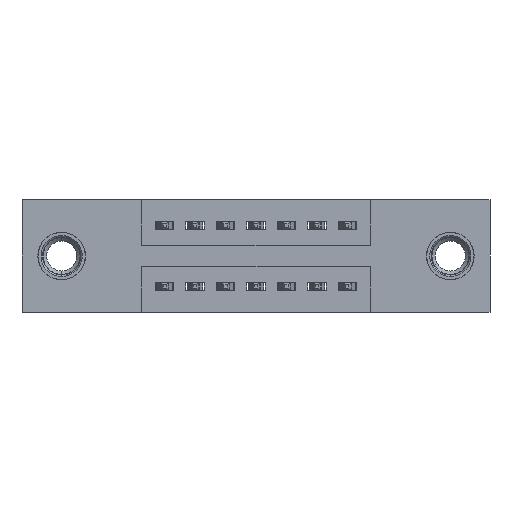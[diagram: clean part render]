
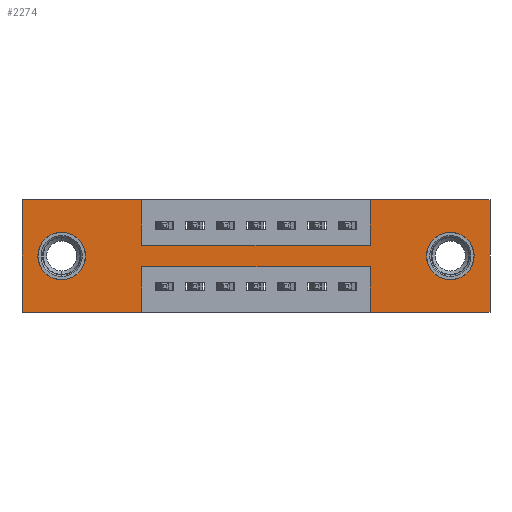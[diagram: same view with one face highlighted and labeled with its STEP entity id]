
A CAD part, front view. The second image highlights one B-rep face of the part: STEP entity #2274.
In plain terms, the highlighted planar face has unit normal (0, -1, 0).
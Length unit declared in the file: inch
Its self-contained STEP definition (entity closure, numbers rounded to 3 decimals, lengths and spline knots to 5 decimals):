
#55 = VERTEX_POINT ( 'NONE', #8125 ) ;
#78 = VERTEX_POINT ( 'NONE', #1024 ) ;
#111 = DIRECTION ( 'NONE',  ( 0., 0., -1. ) ) ;
#158 = FACE_OUTER_BOUND ( 'NONE', #3303, .T. ) ;
#214 = EDGE_CURVE ( 'NONE', #2892, #3852, #9273, .T. ) ;
#237 = DIRECTION ( 'NONE',  ( 0., -1., 0. ) ) ;
#409 = CARTESIAN_POINT ( 'NONE',  ( 1.405, 0., -0.185 ) ) ;
#429 = VERTEX_POINT ( 'NONE', #7658 ) ;
#464 = LINE ( 'NONE', #5247, #5210 ) ;
#467 = CARTESIAN_POINT ( 'NONE',  ( 1.1425, 0., 0. ) ) ;
#886 = AXIS2_PLACEMENT_3D ( 'NONE', #7132, #7122, #6382 ) ;
#916 = CARTESIAN_POINT ( 'NONE',  ( 0., 0., -0.37 ) ) ;
#986 = CARTESIAN_POINT ( 'NONE',  ( 0.3925, 0., 0. ) ) ;
#1024 = CARTESIAN_POINT ( 'NONE',  ( 0.13, 0., -0.263 ) ) ;
#1065 = DIRECTION ( 'NONE',  ( 0., 0., 1. ) ) ;
#1150 = EDGE_CURVE ( 'NONE', #5393, #5797, #2097, .T. ) ;
#1175 = PLANE ( 'NONE',  #8087 ) ;
#1426 = DIRECTION ( 'NONE',  ( 0., 0., -1. ) ) ;
#1549 = CIRCLE ( 'NONE', #2128, 0.078 ) ;
#1800 = CARTESIAN_POINT ( 'NONE',  ( 0.13, 0., -0.185 ) ) ;
#1965 = ORIENTED_EDGE ( 'NONE', *, *, #2854, .T. ) ;
#1987 = CARTESIAN_POINT ( 'NONE',  ( 0., 0., 0. ) ) ;
#2072 = CARTESIAN_POINT ( 'NONE',  ( 0.3925, 0., 0. ) ) ;
#2097 = LINE ( 'NONE', #7504, #2393 ) ;
#2128 = AXIS2_PLACEMENT_3D ( 'NONE', #409, #6940, #1426 ) ;
#2213 = VECTOR ( 'NONE', #6550, 39.37008 ) ;
#2274 = ADVANCED_FACE ( 'NONE', ( #9467, #9712, #158 ), #1175, .T. ) ;
#2393 = VECTOR ( 'NONE', #8282, 39.37008 ) ;
#2517 = CARTESIAN_POINT ( 'NONE',  ( 1.1425, 0., -0.37 ) ) ;
#2774 = DIRECTION ( 'NONE',  ( 0., 0., 1. ) ) ;
#2777 = VERTEX_POINT ( 'NONE', #11377 ) ;
#2795 = VERTEX_POINT ( 'NONE', #4582 ) ;
#2854 = EDGE_CURVE ( 'NONE', #7056, #2795, #11034, .T. ) ;
#2889 = VERTEX_POINT ( 'NONE', #1987 ) ;
#2892 = VERTEX_POINT ( 'NONE', #986 ) ;
#3047 = DIRECTION ( 'NONE',  ( -1., 0., 0. ) ) ;
#3132 = LINE ( 'NONE', #5104, #7632 ) ;
#3158 = ORIENTED_EDGE ( 'NONE', *, *, #1150, .F. ) ;
#3162 = ORIENTED_EDGE ( 'NONE', *, *, #9082, .T. ) ;
#3231 = CARTESIAN_POINT ( 'NONE',  ( 1.535, 0., 0. ) ) ;
#3303 = EDGE_LOOP ( 'NONE', ( #3158, #4248, #6579, #7040, #6610, #10400, #9402, #4491, #7445, #8953, #5357, #3887 ) ) ;
#3430 = DIRECTION ( 'NONE',  ( 1., 0., 0. ) ) ;
#3585 = DIRECTION ( 'NONE',  ( 0., 1., 0. ) ) ;
#3731 = AXIS2_PLACEMENT_3D ( 'NONE', #1800, #8146, #2774 ) ;
#3816 = EDGE_CURVE ( 'NONE', #2795, #7056, #1549, .T. ) ;
#3852 = VERTEX_POINT ( 'NONE', #4220 ) ;
#3887 = ORIENTED_EDGE ( 'NONE', *, *, #6828, .F. ) ;
#4220 = CARTESIAN_POINT ( 'NONE',  ( 0.3925, 0., -0.15 ) ) ;
#4248 = ORIENTED_EDGE ( 'NONE', *, *, #6982, .F. ) ;
#4279 = AXIS2_PLACEMENT_3D ( 'NONE', #8836, #3585, #9611 ) ;
#4303 = EDGE_CURVE ( 'NONE', #2889, #2892, #8349, .T. ) ;
#4491 = ORIENTED_EDGE ( 'NONE', *, *, #5100, .F. ) ;
#4540 = DIRECTION ( 'NONE',  ( 0., 0., 1. ) ) ;
#4582 = CARTESIAN_POINT ( 'NONE',  ( 1.405, 0., -0.263 ) ) ;
#4831 = LINE ( 'NONE', #5661, #6935 ) ;
#4843 = VERTEX_POINT ( 'NONE', #4879 ) ;
#4857 = VECTOR ( 'NONE', #3047, 39.37008 ) ;
#4879 = CARTESIAN_POINT ( 'NONE',  ( 0., 0., -0.37 ) ) ;
#4943 = VECTOR ( 'NONE', #11038, 39.37008 ) ;
#5092 = DIRECTION ( 'NONE',  ( 1., 0., 0. ) ) ;
#5095 = ORIENTED_EDGE ( 'NONE', *, *, #9907, .T. ) ;
#5100 = EDGE_CURVE ( 'NONE', #3852, #7985, #6167, .T. ) ;
#5101 = EDGE_LOOP ( 'NONE', ( #3162, #5095 ) ) ;
#5104 = CARTESIAN_POINT ( 'NONE',  ( 0.3925, 0., -0.22 ) ) ;
#5210 = VECTOR ( 'NONE', #6133, 39.37008 ) ;
#5247 = CARTESIAN_POINT ( 'NONE',  ( 0., 0., -0.37 ) ) ;
#5357 = ORIENTED_EDGE ( 'NONE', *, *, #7856, .F. ) ;
#5393 = VERTEX_POINT ( 'NONE', #10601 ) ;
#5661 = CARTESIAN_POINT ( 'NONE',  ( 1.1425, 0., -0.37 ) ) ;
#5665 = ORIENTED_EDGE ( 'NONE', *, *, #3816, .T. ) ;
#5782 = CARTESIAN_POINT ( 'NONE',  ( 0., 0., -0.37 ) ) ;
#5797 = VERTEX_POINT ( 'NONE', #6194 ) ;
#5985 = DIRECTION ( 'NONE',  ( -1., 0., 0. ) ) ;
#6121 = CARTESIAN_POINT ( 'NONE',  ( 0., 0., 0. ) ) ;
#6133 = DIRECTION ( 'NONE',  ( -1., 0., 0. ) ) ;
#6167 = LINE ( 'NONE', #7901, #7956 ) ;
#6194 = CARTESIAN_POINT ( 'NONE',  ( 0.3925, 0., -0.37 ) ) ;
#6296 = VERTEX_POINT ( 'NONE', #3231 ) ;
#6355 = LINE ( 'NONE', #9623, #6643 ) ;
#6382 = DIRECTION ( 'NONE',  ( 0., 0., -1. ) ) ;
#6488 = DIRECTION ( 'NONE',  ( 0., 0., 1. ) ) ;
#6513 = CARTESIAN_POINT ( 'NONE',  ( 1.535, 0., 0. ) ) ;
#6550 = DIRECTION ( 'NONE',  ( 0., 0., -1. ) ) ;
#6579 = ORIENTED_EDGE ( 'NONE', *, *, #7413, .F. ) ;
#6610 = ORIENTED_EDGE ( 'NONE', *, *, #8072, .F. ) ;
#6643 = VECTOR ( 'NONE', #4540, 39.37008 ) ;
#6828 = EDGE_CURVE ( 'NONE', #5797, #4843, #11220, .T. ) ;
#6935 = VECTOR ( 'NONE', #6488, 39.37008 ) ;
#6940 = DIRECTION ( 'NONE',  ( 0., 1., 0. ) ) ;
#6982 = EDGE_CURVE ( 'NONE', #2777, #5393, #3132, .T. ) ;
#7040 = ORIENTED_EDGE ( 'NONE', *, *, #9178, .F. ) ;
#7056 = VERTEX_POINT ( 'NONE', #10961 ) ;
#7122 = DIRECTION ( 'NONE',  ( 0., 1., 0. ) ) ;
#7130 = VECTOR ( 'NONE', #8058, 39.37008 ) ;
#7132 = CARTESIAN_POINT ( 'NONE',  ( 1.405, 0., -0.185 ) ) ;
#7335 = LINE ( 'NONE', #6121, #4943 ) ;
#7353 = CARTESIAN_POINT ( 'NONE',  ( 1.1425, 0., -0.15 ) ) ;
#7413 = EDGE_CURVE ( 'NONE', #9202, #2777, #4831, .T. ) ;
#7445 = ORIENTED_EDGE ( 'NONE', *, *, #214, .F. ) ;
#7504 = CARTESIAN_POINT ( 'NONE',  ( 0.3925, 0., -0.37 ) ) ;
#7632 = VECTOR ( 'NONE', #5985, 39.37008 ) ;
#7658 = CARTESIAN_POINT ( 'NONE',  ( 0.13, 0., -0.107 ) ) ;
#7856 = EDGE_CURVE ( 'NONE', #4843, #2889, #6355, .T. ) ;
#7901 = CARTESIAN_POINT ( 'NONE',  ( 0.3925, 0., -0.15 ) ) ;
#7956 = VECTOR ( 'NONE', #3430, 39.37008 ) ;
#7985 = VERTEX_POINT ( 'NONE', #7353 ) ;
#8058 = DIRECTION ( 'NONE',  ( 0., 0., -1. ) ) ;
#8072 = EDGE_CURVE ( 'NONE', #6296, #55, #11050, .T. ) ;
#8087 = AXIS2_PLACEMENT_3D ( 'NONE', #916, #237, #111 ) ;
#8125 = CARTESIAN_POINT ( 'NONE',  ( 1.535, 0., -0.37 ) ) ;
#8146 = DIRECTION ( 'NONE',  ( 0., 1., 0. ) ) ;
#8282 = DIRECTION ( 'NONE',  ( 0., 0., -1. ) ) ;
#8349 = LINE ( 'NONE', #10112, #10413 ) ;
#8385 = VERTEX_POINT ( 'NONE', #467 ) ;
#8420 = EDGE_CURVE ( 'NONE', #8385, #6296, #7335, .T. ) ;
#8720 = CIRCLE ( 'NONE', #4279, 0.078 ) ;
#8836 = CARTESIAN_POINT ( 'NONE',  ( 0.13, 0., -0.185 ) ) ;
#8848 = CIRCLE ( 'NONE', #3731, 0.078 ) ;
#8953 = ORIENTED_EDGE ( 'NONE', *, *, #4303, .F. ) ;
#9046 = VECTOR ( 'NONE', #1065, 39.37008 ) ;
#9082 = EDGE_CURVE ( 'NONE', #429, #78, #8848, .T. ) ;
#9178 = EDGE_CURVE ( 'NONE', #55, #9202, #464, .T. ) ;
#9202 = VERTEX_POINT ( 'NONE', #2517 ) ;
#9273 = LINE ( 'NONE', #2072, #7130 ) ;
#9282 = LINE ( 'NONE', #9859, #9046 ) ;
#9402 = ORIENTED_EDGE ( 'NONE', *, *, #11196, .F. ) ;
#9467 = FACE_BOUND ( 'NONE', #10906, .T. ) ;
#9611 = DIRECTION ( 'NONE',  ( 0., 0., 1. ) ) ;
#9623 = CARTESIAN_POINT ( 'NONE',  ( 0., 0., 0. ) ) ;
#9712 = FACE_BOUND ( 'NONE', #5101, .T. ) ;
#9859 = CARTESIAN_POINT ( 'NONE',  ( 1.1425, 0., 0. ) ) ;
#9907 = EDGE_CURVE ( 'NONE', #78, #429, #8720, .T. ) ;
#10112 = CARTESIAN_POINT ( 'NONE',  ( 0., 0., 0. ) ) ;
#10400 = ORIENTED_EDGE ( 'NONE', *, *, #8420, .F. ) ;
#10413 = VECTOR ( 'NONE', #5092, 39.37008 ) ;
#10601 = CARTESIAN_POINT ( 'NONE',  ( 0.3925, 0., -0.22 ) ) ;
#10906 = EDGE_LOOP ( 'NONE', ( #1965, #5665 ) ) ;
#10961 = CARTESIAN_POINT ( 'NONE',  ( 1.405, 0., -0.107 ) ) ;
#11034 = CIRCLE ( 'NONE', #886, 0.078 ) ;
#11038 = DIRECTION ( 'NONE',  ( 1., 0., 0. ) ) ;
#11050 = LINE ( 'NONE', #6513, #2213 ) ;
#11196 = EDGE_CURVE ( 'NONE', #7985, #8385, #9282, .T. ) ;
#11220 = LINE ( 'NONE', #5782, #4857 ) ;
#11377 = CARTESIAN_POINT ( 'NONE',  ( 1.1425, 0., -0.22 ) ) ;
